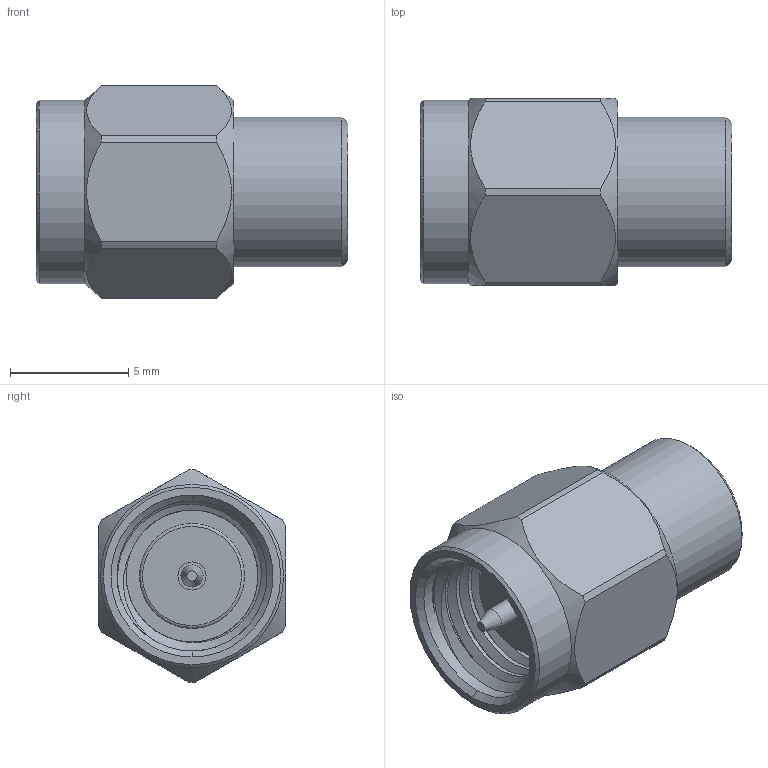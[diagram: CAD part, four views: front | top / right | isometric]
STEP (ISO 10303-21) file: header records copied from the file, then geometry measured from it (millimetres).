
FILE_DESCRIPTION (( 'STEP AP203' ), '1' );
FILE_NAME ('ST1827_3D.step', '2021-10-11T20:23:51', ( '' ), ( '' ), 'SwSTEP 2.0', 'SolidWorks 2021', '' );
FILE_SCHEMA (( 'CONFIG_CONTROL_DESIGN' ));
Length unit declared in the file: inch
Products named in the file (1): ST1827_3D
Bounding box: 13.21 x 7.94 x 8.99 mm (x, y, z)
Volume: 487.2 mm3; surface area: 590.8 mm2
Topology: 1 solids, 1 shells, 43 faces, 117 edges, 81 vertices
Faces by surface type: cylinder 18, plane 13, cone 8, bspline 4
Full cylindrical faces by diameter (mm): 0.94 x1, 1.194 x1, 4.445 x1, 6.35 x7, 7.762 x1
Entity records: 2512 total; most frequent: CARTESIAN_POINT 1581, ORIENTED_EDGE 192, DIRECTION 146, EDGE_CURVE 96, VERTEX_POINT 78, AXIS2_PLACEMENT_3D 66, EDGE_LOOP 54, FACE_OUTER_BOUND 44
